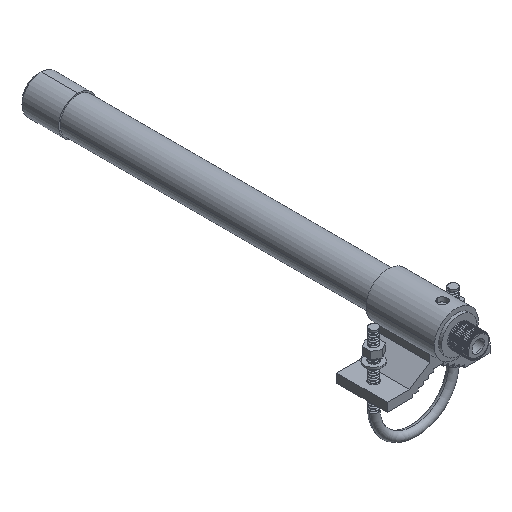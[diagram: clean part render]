
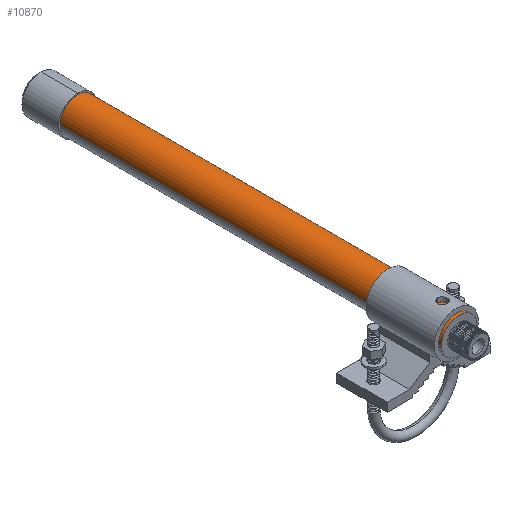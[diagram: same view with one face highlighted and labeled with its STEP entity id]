
A CAD part, isometric view. The second image highlights one B-rep face of the part: STEP entity #10870.
In plain terms, the highlighted cylindrical face has radius 12 mm (diameter 24 mm), a partial arc.
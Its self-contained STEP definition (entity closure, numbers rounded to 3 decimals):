
#753 = LINE ( 'NONE', #8273, #17313 ) ;
#1023 = EDGE_CURVE ( 'NONE', #8950, #3079, #8655, .T. ) ;
#1281 = VECTOR ( 'NONE', #16349, 1000. ) ;
#1687 = VERTEX_POINT ( 'NONE', #17922 ) ;
#1965 = DIRECTION ( 'NONE',  ( 0., 0., -1. ) ) ;
#2045 = ORIENTED_EDGE ( 'NONE', *, *, #1023, .F. ) ;
#2325 = CARTESIAN_POINT ( 'NONE',  ( 0., 0., 0. ) ) ;
#3079 = VERTEX_POINT ( 'NONE', #18915 ) ;
#3088 = FACE_OUTER_BOUND ( 'NONE', #13443, .T. ) ;
#3125 = DIRECTION ( 'NONE',  ( -1., 0., 0. ) ) ;
#5038 = CARTESIAN_POINT ( 'NONE',  ( 0., 0., 285. ) ) ;
#5629 = EDGE_CURVE ( 'NONE', #3079, #7806, #11092, .T. ) ;
#5726 = AXIS2_PLACEMENT_3D ( 'NONE', #5038, #17875, #19511 ) ;
#7678 = ORIENTED_EDGE ( 'NONE', *, *, #5629, .F. ) ;
#7806 = VERTEX_POINT ( 'NONE', #20410 ) ;
#8273 = CARTESIAN_POINT ( 'NONE',  ( 12., 0., 285. ) ) ;
#8655 = CIRCLE ( 'NONE', #5726, 12. ) ;
#8950 = VERTEX_POINT ( 'NONE', #11264 ) ;
#9733 = DIRECTION ( 'NONE',  ( 0., 0., -1. ) ) ;
#9797 = CARTESIAN_POINT ( 'NONE',  ( 0., 0., 285. ) ) ;
#10870 = ADVANCED_FACE ( 'NONE', ( #3088 ), #11874, .T. ) ;
#11092 = LINE ( 'NONE', #11393, #1281 ) ;
#11193 = ORIENTED_EDGE ( 'NONE', *, *, #18419, .T. ) ;
#11264 = CARTESIAN_POINT ( 'NONE',  ( 12., 0., 285. ) ) ;
#11393 = CARTESIAN_POINT ( 'NONE',  ( -12., 0., 285. ) ) ;
#11839 = CIRCLE ( 'NONE', #16244, 12. ) ;
#11874 = CYLINDRICAL_SURFACE ( 'NONE', #19116, 12. ) ;
#11877 = DIRECTION ( 'NONE',  ( 0., 0., 1. ) ) ;
#13443 = EDGE_LOOP ( 'NONE', ( #2045, #17399, #11193, #7678 ) ) ;
#13550 = EDGE_CURVE ( 'NONE', #8950, #1687, #753, .T. ) ;
#15184 = DIRECTION ( 'NONE',  ( 1., 0., 0. ) ) ;
#16244 = AXIS2_PLACEMENT_3D ( 'NONE', #2325, #11877, #15184 ) ;
#16349 = DIRECTION ( 'NONE',  ( 0., 0., -1. ) ) ;
#17313 = VECTOR ( 'NONE', #1965, 1000. ) ;
#17399 = ORIENTED_EDGE ( 'NONE', *, *, #13550, .T. ) ;
#17875 = DIRECTION ( 'NONE',  ( 0., 0., 1. ) ) ;
#17922 = CARTESIAN_POINT ( 'NONE',  ( 12., 0., 0. ) ) ;
#18419 = EDGE_CURVE ( 'NONE', #1687, #7806, #11839, .T. ) ;
#18915 = CARTESIAN_POINT ( 'NONE',  ( -12., 0., 285. ) ) ;
#19116 = AXIS2_PLACEMENT_3D ( 'NONE', #9797, #9733, #3125 ) ;
#19511 = DIRECTION ( 'NONE',  ( 1., 0., 0. ) ) ;
#20410 = CARTESIAN_POINT ( 'NONE',  ( -12., 0., 0. ) ) ;
